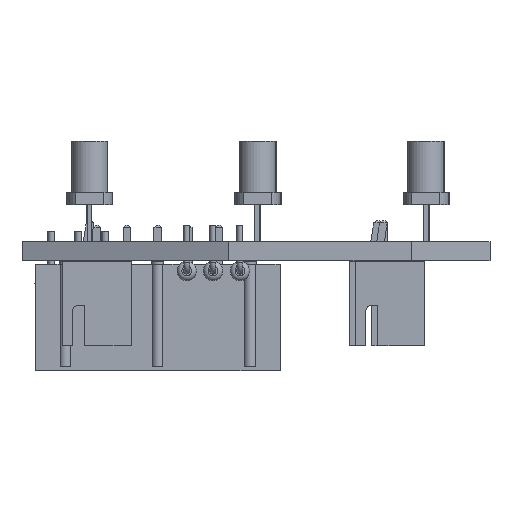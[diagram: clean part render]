
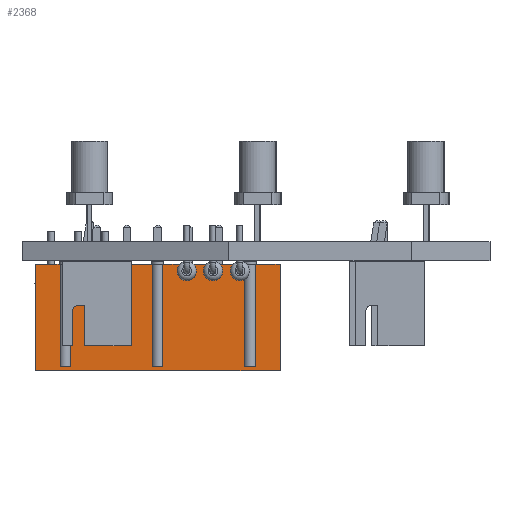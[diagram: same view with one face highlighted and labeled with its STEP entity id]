
A CAD part, left-side view. The second image highlights one B-rep face of the part: STEP entity #2368.
In plain terms, the highlighted face is planar.
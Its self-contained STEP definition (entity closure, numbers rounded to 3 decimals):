
#1530 = EDGE_CURVE('',#1531,#1533,#1535,.T.);
#1531 = VERTEX_POINT('',#1532);
#1532 = CARTESIAN_POINT('',(5.695,5.1,0.25));
#1533 = VERTEX_POINT('',#1534);
#1534 = CARTESIAN_POINT('',(5.695,5.1,9.1));
#1535 = LINE('',#1536,#1537);
#1536 = CARTESIAN_POINT('',(5.695,5.1,0.25));
#1537 = VECTOR('',#1538,1.);
#1538 = DIRECTION('',(0.,0.,1.));
#1595 = VERTEX_POINT('',#1596);
#1596 = CARTESIAN_POINT('',(5.695,-15.26,9.1));
#1602 = EDGE_CURVE('',#1595,#1533,#1603,.T.);
#1603 = LINE('',#1604,#1605);
#1604 = CARTESIAN_POINT('',(5.695,-15.26,9.1));
#1605 = VECTOR('',#1606,1.);
#1606 = DIRECTION('',(0.,1.,0.));
#1803 = VERTEX_POINT('',#1804);
#1804 = CARTESIAN_POINT('',(5.695,-15.26,0.25));
#1810 = EDGE_CURVE('',#1803,#1595,#1811,.T.);
#1811 = LINE('',#1812,#1813);
#1812 = CARTESIAN_POINT('',(5.695,-15.26,0.25));
#1813 = VECTOR('',#1814,1.);
#1814 = DIRECTION('',(0.,0.,1.));
#1850 = EDGE_CURVE('',#1851,#1531,#1853,.T.);
#1851 = VERTEX_POINT('',#1852);
#1852 = CARTESIAN_POINT('',(5.695,3.033,0.25));
#1853 = LINE('',#1854,#1855);
#1854 = CARTESIAN_POINT('',(5.695,-15.26,0.25));
#1855 = VECTOR('',#1856,1.);
#1856 = DIRECTION('',(0.,1.,0.));
#1868 = VERTEX_POINT('',#1869);
#1869 = CARTESIAN_POINT('',(5.695,2.167,0.25));
#1876 = EDGE_CURVE('',#1877,#1868,#1879,.T.);
#1877 = VERTEX_POINT('',#1878);
#1878 = CARTESIAN_POINT('',(5.695,-4.647,0.25));
#1879 = LINE('',#1880,#1881);
#1880 = CARTESIAN_POINT('',(5.695,-15.26,0.25));
#1881 = VECTOR('',#1882,1.);
#1882 = DIRECTION('',(0.,1.,0.));
#1894 = VERTEX_POINT('',#1895);
#1895 = CARTESIAN_POINT('',(5.695,-5.513,0.25));
#1902 = EDGE_CURVE('',#1903,#1894,#1905,.T.);
#1903 = VERTEX_POINT('',#1904);
#1904 = CARTESIAN_POINT('',(5.695,-12.327,0.25));
#1905 = LINE('',#1906,#1907);
#1906 = CARTESIAN_POINT('',(5.695,-15.26,0.25));
#1907 = VECTOR('',#1908,1.);
#1908 = DIRECTION('',(0.,1.,0.));
#1920 = VERTEX_POINT('',#1921);
#1921 = CARTESIAN_POINT('',(5.695,-13.193,0.25));
#1928 = EDGE_CURVE('',#1803,#1920,#1929,.T.);
#1929 = LINE('',#1930,#1931);
#1930 = CARTESIAN_POINT('',(5.695,-15.26,0.25));
#1931 = VECTOR('',#1932,1.);
#1932 = DIRECTION('',(0.,1.,0.));
#2368 = ADVANCED_FACE('',(#2369),#2444,.T.);
#2369 = FACE_BOUND('',#2370,.T.);
#2370 = EDGE_LOOP('',(#2371,#2372,#2373,#2381,#2389,#2395,#2396,#2404,
    #2412,#2418,#2419,#2427,#2435,#2441,#2442,#2443));
#2371 = ORIENTED_EDGE('',*,*,#1810,.F.);
#2372 = ORIENTED_EDGE('',*,*,#1928,.T.);
#2373 = ORIENTED_EDGE('',*,*,#2374,.F.);
#2374 = EDGE_CURVE('',#2375,#1920,#2377,.T.);
#2375 = VERTEX_POINT('',#2376);
#2376 = CARTESIAN_POINT('',(5.695,-13.193,8.75));
#2377 = LINE('',#2378,#2379);
#2378 = CARTESIAN_POINT('',(5.695,-13.193,0.25));
#2379 = VECTOR('',#2380,1.);
#2380 = DIRECTION('',(-0.,-0.,-1.));
#2381 = ORIENTED_EDGE('',*,*,#2382,.F.);
#2382 = EDGE_CURVE('',#2383,#2375,#2385,.T.);
#2383 = VERTEX_POINT('',#2384);
#2384 = CARTESIAN_POINT('',(5.695,-12.327,8.75));
#2385 = LINE('',#2386,#2387);
#2386 = CARTESIAN_POINT('',(5.695,-8.92,8.75));
#2387 = VECTOR('',#2388,1.);
#2388 = DIRECTION('',(0.,-1.,0.));
#2389 = ORIENTED_EDGE('',*,*,#2390,.T.);
#2390 = EDGE_CURVE('',#2383,#1903,#2391,.T.);
#2391 = LINE('',#2392,#2393);
#2392 = CARTESIAN_POINT('',(5.695,-12.327,0.25));
#2393 = VECTOR('',#2394,1.);
#2394 = DIRECTION('',(-0.,-0.,-1.));
#2395 = ORIENTED_EDGE('',*,*,#1902,.T.);
#2396 = ORIENTED_EDGE('',*,*,#2397,.F.);
#2397 = EDGE_CURVE('',#2398,#1894,#2400,.T.);
#2398 = VERTEX_POINT('',#2399);
#2399 = CARTESIAN_POINT('',(5.695,-5.513,8.75));
#2400 = LINE('',#2401,#2402);
#2401 = CARTESIAN_POINT('',(5.695,-5.513,0.25));
#2402 = VECTOR('',#2403,1.);
#2403 = DIRECTION('',(-0.,-0.,-1.));
#2404 = ORIENTED_EDGE('',*,*,#2405,.F.);
#2405 = EDGE_CURVE('',#2406,#2398,#2408,.T.);
#2406 = VERTEX_POINT('',#2407);
#2407 = CARTESIAN_POINT('',(5.695,-4.647,8.75));
#2408 = LINE('',#2409,#2410);
#2409 = CARTESIAN_POINT('',(5.695,-5.08,8.75));
#2410 = VECTOR('',#2411,1.);
#2411 = DIRECTION('',(0.,-1.,0.));
#2412 = ORIENTED_EDGE('',*,*,#2413,.T.);
#2413 = EDGE_CURVE('',#2406,#1877,#2414,.T.);
#2414 = LINE('',#2415,#2416);
#2415 = CARTESIAN_POINT('',(5.695,-4.647,0.25));
#2416 = VECTOR('',#2417,1.);
#2417 = DIRECTION('',(-0.,-0.,-1.));
#2418 = ORIENTED_EDGE('',*,*,#1876,.T.);
#2419 = ORIENTED_EDGE('',*,*,#2420,.F.);
#2420 = EDGE_CURVE('',#2421,#1868,#2423,.T.);
#2421 = VERTEX_POINT('',#2422);
#2422 = CARTESIAN_POINT('',(5.695,2.167,8.75));
#2423 = LINE('',#2424,#2425);
#2424 = CARTESIAN_POINT('',(5.695,2.167,0.25));
#2425 = VECTOR('',#2426,1.);
#2426 = DIRECTION('',(-0.,-0.,-1.));
#2427 = ORIENTED_EDGE('',*,*,#2428,.F.);
#2428 = EDGE_CURVE('',#2429,#2421,#2431,.T.);
#2429 = VERTEX_POINT('',#2430);
#2430 = CARTESIAN_POINT('',(5.695,3.033,8.75));
#2431 = LINE('',#2432,#2433);
#2432 = CARTESIAN_POINT('',(5.695,-1.24,8.75));
#2433 = VECTOR('',#2434,1.);
#2434 = DIRECTION('',(0.,-1.,0.));
#2435 = ORIENTED_EDGE('',*,*,#2436,.T.);
#2436 = EDGE_CURVE('',#2429,#1851,#2437,.T.);
#2437 = LINE('',#2438,#2439);
#2438 = CARTESIAN_POINT('',(5.695,3.033,0.25));
#2439 = VECTOR('',#2440,1.);
#2440 = DIRECTION('',(-0.,-0.,-1.));
#2441 = ORIENTED_EDGE('',*,*,#1850,.T.);
#2442 = ORIENTED_EDGE('',*,*,#1530,.T.);
#2443 = ORIENTED_EDGE('',*,*,#1602,.F.);
#2444 = PLANE('',#2445);
#2445 = AXIS2_PLACEMENT_3D('',#2446,#2447,#2448);
#2446 = CARTESIAN_POINT('',(5.695,-5.08,4.675));
#2447 = DIRECTION('',(1.,0.,0.));
#2448 = DIRECTION('',(0.,0.,1.));
